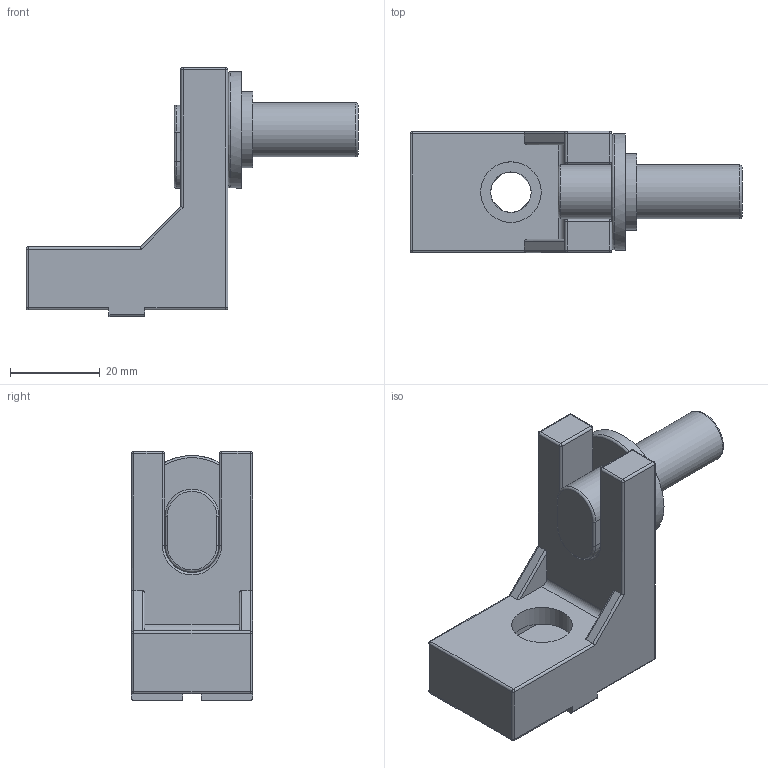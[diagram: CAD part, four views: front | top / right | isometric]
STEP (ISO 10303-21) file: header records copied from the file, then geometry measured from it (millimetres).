
FILE_DESCRIPTION((''),'2;1');
FILE_NAME('700412.ipt.stp','2010-09-05T12:33:16',(''),(''),'Autodesk Inventor 2010','Autodesk Inventor 2010','');
FILE_SCHEMA(('AUTOMOTIVE_DESIGN { 1 0 10303 214 1 1 1 1 }'));
Length unit declared in the file: millimetre
Products named in the file (1): 700412
Bounding box: 74 x 27 x 55.5 mm (x, y, z)
Volume: 28319.7 mm3; surface area: 12056.9 mm2
Topology: 2 solids, 2 shells, 100 faces, 241 edges, 131 vertices
Faces by surface type: cylinder 42, plane 31, sphere 14, bspline 7, torus 6
Full cylindrical faces by diameter (mm): 12 x1, 17 x1, 26 x1
Entity records: 2910 total; most frequent: CARTESIAN_POINT 544, DIRECTION 500, ORIENTED_EDGE 432, EDGE_CURVE 216, AXIS2_PLACEMENT_3D 192, VERTEX_POINT 128, VECTOR 116, LINE 116
